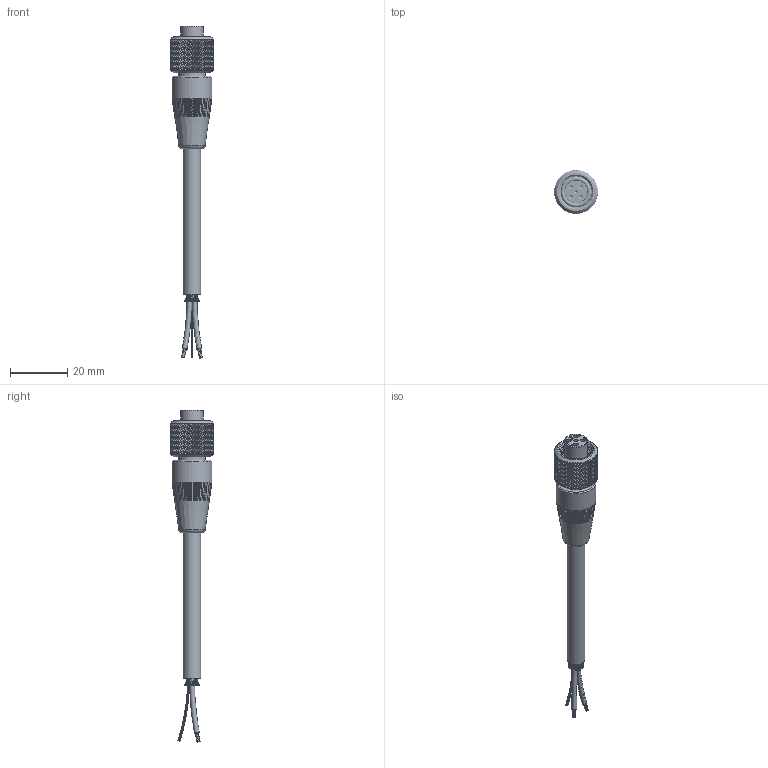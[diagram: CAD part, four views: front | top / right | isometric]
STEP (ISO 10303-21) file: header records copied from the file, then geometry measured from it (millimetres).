
FILE_DESCRIPTION(/* description */ (''),/* implementation_level */ '2;1');
FILE_NAME(/* name */ 'M5B.stp',/* time_stamp */ '2026-02-03T08:50:48-05:00',/* author */ ('cthayer'),/* organization */ (''),/* preprocessor_version */ 'ST-DEVELOPER v20',/* originating_system */ 'Autodesk Inventor 2025',/* authorisation */ '');
FILE_SCHEMA (('AUTOMOTIVE_DESIGN { 1 0 10303 214 3 1 1 }'));
Length unit declared in the file: inch
Products named in the file (7): M2A; CBP10593; CBP10591; CBP10557; MSP10137; CBP10629; CBP10033
Assembly tree (10 placements, depth 2):
  M2A
    CBP10593
    CBP10591
    CBP10557  x5
    MSP10137
    CBP10629
    CBP10033
Bounding box: 15.24 x 15.24 x 116.02 mm (x, y, z)
Volume: 6643.8 mm3; surface area: 7794.4 mm2
Topology: 108 solids, 108 shells, 4278 faces, 8860 edges, 4902 vertices
Faces by surface type: bspline 2844, cylinder 777, plane 583, cone 51, torus 23
Full cylindrical faces by diameter (mm): 0.127 x19, 0.203 x38, 0.74 x10, 1.25 x10, 1.803 x5, 1.854 x5, 1.981 x10, 2.591 x5, 3.353 x1, 3.988 x1, 4.115 x1, 4.142 x1, 4.267 x1, 6.223 x1, 9.423 x4, 9.677 x1, 10.795 x1, 10.922 x4, 11.974 x1, 12.119 x1, 12.265 x1, 12.41 x1, 12.555 x1, 12.7 x2, 12.845 x1, 12.99 x1, 13.135 x1, 13.281 x1, 13.426 x1, 13.571 x1
Entity records: 202791 total; most frequent: CARTESIAN_POINT 132288, ORIENTED_EDGE 17400, EDGE_CURVE 8700, B_SPLINE_CURVE_WITH_KNOTS 6894, DIRECTION 5846, VERTEX_POINT 4798, EDGE_LOOP 4332, STYLED_ITEM 4313
